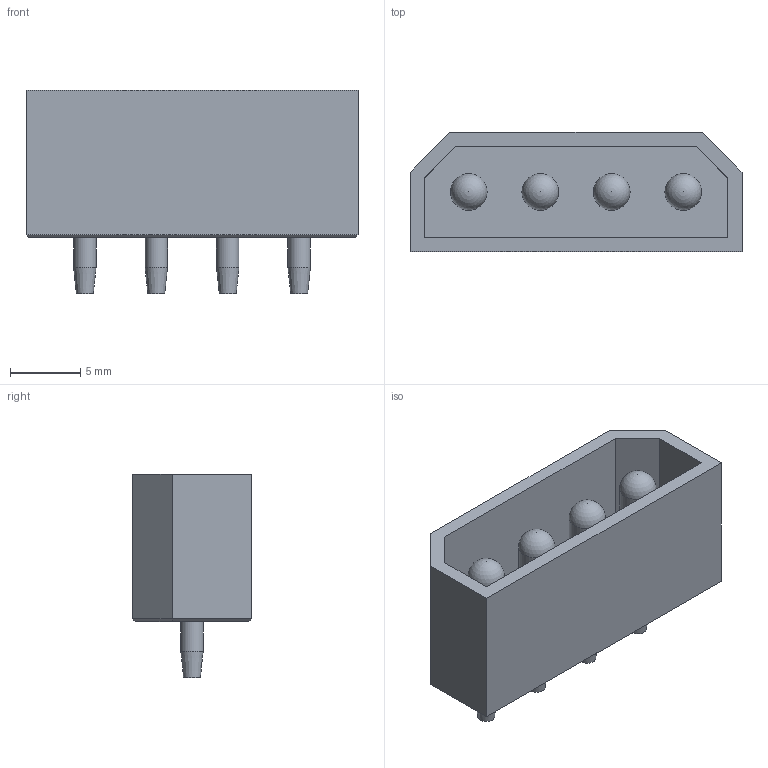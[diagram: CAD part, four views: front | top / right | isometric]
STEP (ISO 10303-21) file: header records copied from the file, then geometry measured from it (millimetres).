
FILE_DESCRIPTION(/* description */ (''),/* implementation_level */ '2;1');
FILE_NAME(/* name */ 'molex.step',/* time_stamp */ '2023-02-05T20:02:53Z',/* author */ (''),/* organization */ (''),/* preprocessor_version */ 'ST-DEVELOPER v19.2',/* originating_system */ 'Autodesk Translation Framework v11.17.0.187',/* authorisation */ '');
FILE_SCHEMA (('AUTOMOTIVE_DESIGN { 1 0 10303 214 3 1 1 }'));
Length unit declared in the file: millimetre
Products named in the file (1): (Unsaved)
Bounding box: 23.6 x 8.45 x 14.5 mm (x, y, z)
Volume: 919.8 mm3; surface area: 1882.7 mm2
Topology: 5 solids, 5 shells, 45 faces, 92 edges, 54 vertices
Faces by surface type: plane 25, cone 8, cylinder 8, sphere 4
Full cylindrical faces by diameter (mm): 1.6 x4, 2.6 x4
Entity records: 1177 total; most frequent: DIRECTION 204, CARTESIAN_POINT 188, ORIENTED_EDGE 176, EDGE_CURVE 88, AXIS2_PLACEMENT_3D 70, LINE 64, VECTOR 64, VERTEX_POINT 54
